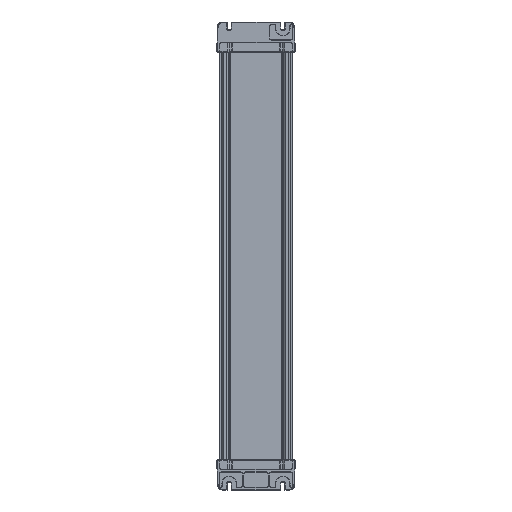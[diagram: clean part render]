
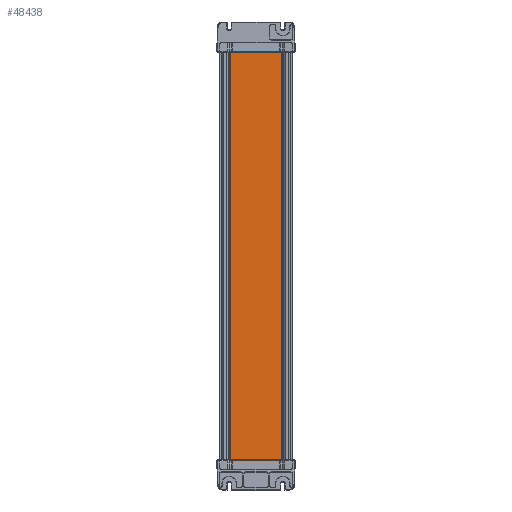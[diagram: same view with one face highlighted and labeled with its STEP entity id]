
A CAD part, front view. The second image highlights one B-rep face of the part: STEP entity #48438.
In plain terms, the highlighted planar face has unit normal (0, -1, 0).
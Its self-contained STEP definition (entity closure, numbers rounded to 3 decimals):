
#918 = CARTESIAN_POINT ( 'NONE',  ( -121.693, -37.619, 413.574 ) ) ;
#970 = ORIENTED_EDGE ( 'NONE', *, *, #4644, .T. ) ;
#2027 = EDGE_LOOP ( 'NONE', ( #12007, #19194, #15196, #970 ) ) ;
#2131 = AXIS2_PLACEMENT_3D ( 'NONE', #918, #29277, #9080 ) ;
#3994 = CARTESIAN_POINT ( 'NONE',  ( -68.693, -37.619, 413.574 ) ) ;
#4644 = EDGE_CURVE ( 'Defeatured_3075+Defeatured_3074+Defeatured_300+Defeatured_301', #44315, #26505, #11083, .T. ) ;
#5171 = DIRECTION ( 'NONE',  ( 0., 0., -1. ) ) ;
#5986 = VECTOR ( 'NONE', #5171, 1000. ) ;
#6613 = VECTOR ( 'NONE', #19921, 1000. ) ;
#8980 = VERTEX_POINT ( 'NONE', #39927 ) ;
#9080 = DIRECTION ( 'NONE',  ( 0., 0., -1. ) ) ;
#10524 = VECTOR ( 'NONE', #11116, 1000. ) ;
#11083 = LINE ( 'NONE', #49989, #5986 ) ;
#11116 = DIRECTION ( 'NONE',  ( 1., 0., 0. ) ) ;
#12007 = ORIENTED_EDGE ( 'NONE', *, *, #25056, .T. ) ;
#14964 = VERTEX_POINT ( 'NONE', #39635 ) ;
#15196 = ORIENTED_EDGE ( 'NONE', *, *, #40640, .F. ) ;
#19194 = ORIENTED_EDGE ( 'NONE', *, *, #42192, .F. ) ;
#19921 = DIRECTION ( 'NONE',  ( 0., 0., -1. ) ) ;
#23067 = LINE ( 'NONE', #3994, #6613 ) ;
#25056 = EDGE_CURVE ( 'Defeatured_3075+Defeatured_301+Defeatured_3074+Defeatured_3076', #26505, #8980, #33645, .T. ) ;
#25147 = PLANE ( 'NONE',  #2131 ) ;
#26505 = VERTEX_POINT ( 'NONE', #35054 ) ;
#26511 = CARTESIAN_POINT ( 'NONE',  ( -121.693, -37.619, -25.222 ) ) ;
#29277 = DIRECTION ( 'NONE',  ( 0., 1., 0. ) ) ;
#33645 = LINE ( 'NONE', #26511, #41254 ) ;
#35054 = CARTESIAN_POINT ( 'NONE',  ( -121.693, -37.619, -25.222 ) ) ;
#36553 = FACE_OUTER_BOUND ( 'NONE', #2027, .T. ) ;
#39635 = CARTESIAN_POINT ( 'NONE',  ( -68.693, -37.619, 413.574 ) ) ;
#39927 = CARTESIAN_POINT ( 'NONE',  ( -68.693, -37.619, -25.222 ) ) ;
#39995 = CARTESIAN_POINT ( 'NONE',  ( -121.693, -37.619, 413.574 ) ) ;
#40017 = DIRECTION ( 'NONE',  ( 1., 0., 0. ) ) ;
#40640 = EDGE_CURVE ( 'Defeatured_300+Defeatured_3075+Defeatured_3074+Defeatured_3076', #44315, #14964, #44137, .T. ) ;
#41254 = VECTOR ( 'NONE', #40017, 1000. ) ;
#42192 = EDGE_CURVE ( 'Defeatured_3076+Defeatured_3075+Defeatured_300+Defeatured_301', #14964, #8980, #23067, .T. ) ;
#43631 = CARTESIAN_POINT ( 'NONE',  ( -121.693, -37.619, 413.574 ) ) ;
#44137 = LINE ( 'NONE', #39995, #10524 ) ;
#44315 = VERTEX_POINT ( 'NONE', #43631 ) ;
#48438 = ADVANCED_FACE ( 'Defeatured_3075', ( #36553 ), #25147, .F. ) ;
#49989 = CARTESIAN_POINT ( 'NONE',  ( -121.693, -37.619, 413.574 ) ) ;
